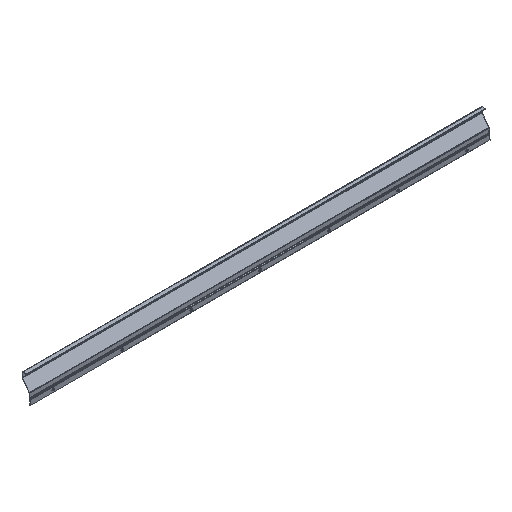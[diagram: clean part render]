
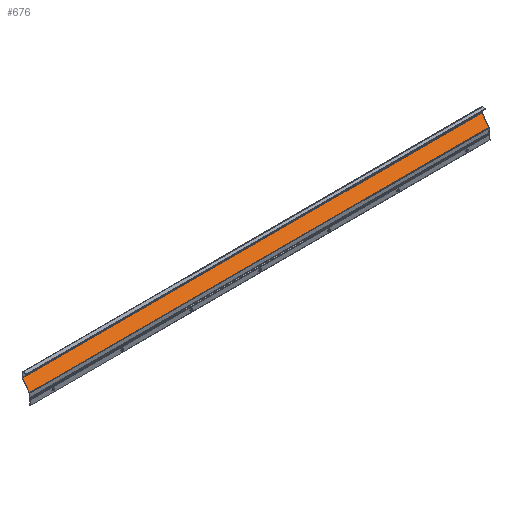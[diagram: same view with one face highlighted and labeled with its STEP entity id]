
A CAD part, isometric view. The second image highlights one B-rep face of the part: STEP entity #676.
In plain terms, the highlighted planar face has unit normal (0, -0.809, 0.588).
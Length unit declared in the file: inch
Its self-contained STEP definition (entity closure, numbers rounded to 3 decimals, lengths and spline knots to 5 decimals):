
#47=PLANE('',#751);
#78=FACE_OUTER_BOUND('',#134,.T.);
#134=EDGE_LOOP('',(#593,#594,#595,#596));
#155=LINE('',#1010,#209);
#165=LINE('',#1042,#219);
#187=LINE('',#1135,#241);
#190=LINE('',#1141,#244);
#209=VECTOR('',#798,1.5176);
#219=VECTOR('',#826,1.5176);
#241=VECTOR('',#930,60.);
#244=VECTOR('',#939,60.);
#310=VERTEX_POINT('',#1007);
#311=VERTEX_POINT('',#1009);
#323=VERTEX_POINT('',#1039);
#324=VERTEX_POINT('',#1041);
#377=EDGE_CURVE('',#311,#310,#155,.T.);
#393=EDGE_CURVE('',#324,#323,#165,.T.);
#437=EDGE_CURVE('',#310,#324,#187,.T.);
#440=EDGE_CURVE('',#311,#323,#190,.T.);
#593=ORIENTED_EDGE('',*,*,#437,.T.);
#594=ORIENTED_EDGE('',*,*,#393,.T.);
#595=ORIENTED_EDGE('',*,*,#440,.F.);
#596=ORIENTED_EDGE('',*,*,#377,.T.);
#676=ADVANCED_FACE('',(#78),#47,.T.);
#751=AXIS2_PLACEMENT_3D('',#1140,#937,#938);
#798=DIRECTION('',(0.,-0.588,-0.809));
#826=DIRECTION('',(0.,0.588,0.809));
#930=DIRECTION('',(1.,0.,0.));
#937=DIRECTION('center_axis',(0.,-0.809,0.588));
#938=DIRECTION('ref_axis',(1.,0.,0.));
#939=DIRECTION('',(1.,0.,0.));
#1007=CARTESIAN_POINT('',(0.,-0.40949,-1.85134));
#1009=CARTESIAN_POINT('',(0.,0.48253,-0.62357));
#1010=CARTESIAN_POINT('',(0.,0.50263,-0.5959));
#1039=CARTESIAN_POINT('',(60.,0.48253,-0.62357));
#1041=CARTESIAN_POINT('',(60.,-0.40949,-1.85134));
#1042=CARTESIAN_POINT('',(60.,0.50263,-0.5959));
#1135=CARTESIAN_POINT('',(30.,-0.40949,-1.85134));
#1140=CARTESIAN_POINT('Origin',(0.,-0.42959,
-1.879));
#1141=CARTESIAN_POINT('',(60.,0.48253,-0.62357));
